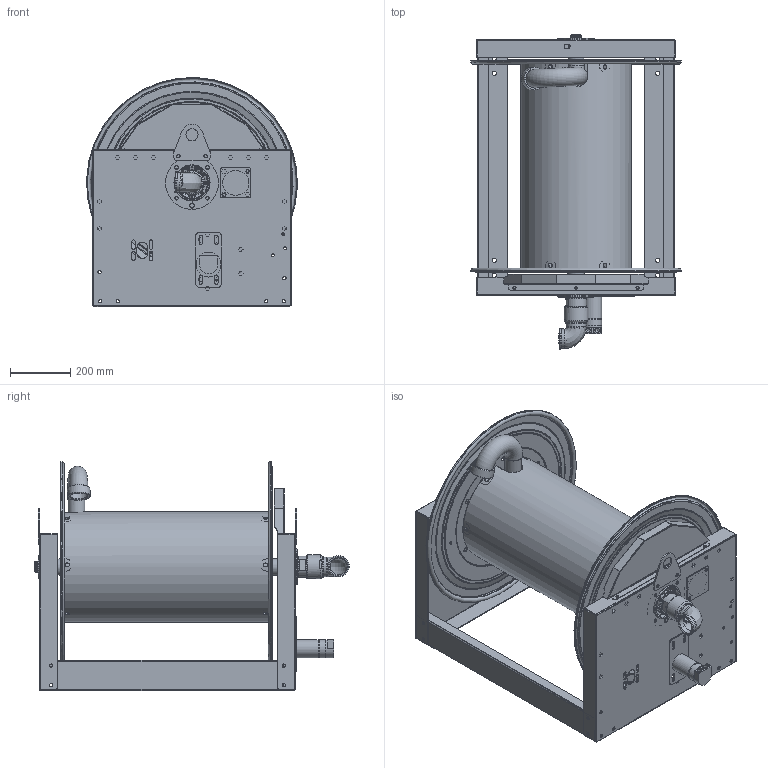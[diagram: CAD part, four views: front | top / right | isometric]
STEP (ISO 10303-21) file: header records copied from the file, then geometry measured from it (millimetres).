
FILE_DESCRIPTION(/* description */ ('Unknown'),/* implementation_level */ '2;1');
FILE_NAME(/* name */ '7771801.100-ingombri',/* time_stamp */ '2022-01-18T11:57:14+01:00',/* author */ ('Unknown'),/* organization */ ('Unknown'),/* preprocessor_version */ 'ST-DEVELOPER v16.7',/* originating_system */ 'Solid Edge',/* authorisation */ 'Unknown');
FILE_SCHEMA (('AUTOMOTIVE_DESIGN {1 0 10303 214 3 1 1}'));
Products named in the file (24): 7771801.100-ingombri; G624; G373; G374; G631; G436; S651; G509; G626; G389; KG309; TAMBURO GIGANT 700 X 700 + G503-ingombro; KC703_ingombri; B1152; B987; G167; S591; B1114; G339; G372; P223 1 di 2; B1555; B1554; S650
Assembly tree (25 placements, depth 4):
  7771801.100-ingombri
    G624
    G373
    G374
    G631
    G436  x2
    S651
    G509
    G626
    G389
    KG309
    TAMBURO GIGANT 700 X 700 + G503-ingombro
      KC703_ingombri
        B1152
        B987
        G167
        S591
        B1114
      G339  x2
      G372
    P223 1 di 2
    B1555
    B1554
    S650
Bounding box: 699.55 x 1043 x 759.79 mm (x, y, z)
Volume: 9755251.3 mm3; surface area: 6676990.2 mm2
Topology: 23 solids, 23 shells, 2261 faces, 5823 edges, 3571 vertices
Faces by surface type: plane 909, cylinder 684, bspline 357, torus 144, cone 130, sphere 37
Full cylindrical faces by diameter (mm): 4.917 x4, 6.5 x3, 6.6 x2, 8.5 x15, 9 x16, 9.1 x4, 10.5 x12, 11 x51, 14 x20, 14.95 x2, 16 x1, 17 x2, 31.5 x1, 32 x1, 33 x1, 34.8 x2, 35 x1, 40 x2, 42 x1, 45 x4, 46 x1, 46.6 x1, 47.9 x1, 48 x1, 48.5 x1, 51.4 x1, 51.54 x2, 52 x1, 52.6 x1, 53.9 x1
Entity records: 85052 total; most frequent: CARTESIAN_POINT 37092, ORIENTED_EDGE 9482, DIRECTION 8517, EDGE_CURVE 4741, AXIS2_PLACEMENT_3D 3086, VERTEX_POINT 3072, FACE_BOUND 2827, EDGE_LOOP 2821
